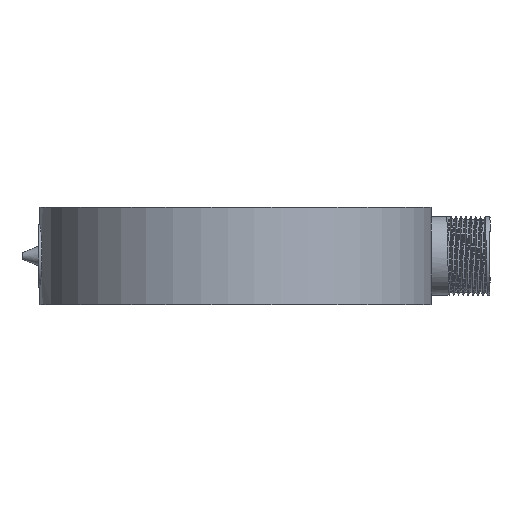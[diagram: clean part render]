
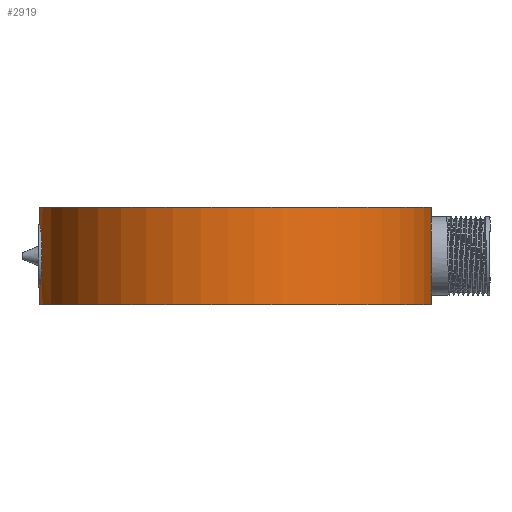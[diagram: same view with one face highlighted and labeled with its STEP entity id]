
A CAD part, front view. The second image highlights one B-rep face of the part: STEP entity #2919.
In plain terms, the highlighted free-form (B-spline) face has degree [2, 1] with [5, 2] control points.
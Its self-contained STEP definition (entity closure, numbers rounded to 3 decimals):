
#399 = VERTEX_POINT('',#400);
#400 = CARTESIAN_POINT('',(-61.215,0.,25.101));
#431 = VERTEX_POINT('',#432);
#432 = CARTESIAN_POINT('',(-61.215,0.,
    5.506));
#539 = VERTEX_POINT('',#540);
#540 = CARTESIAN_POINT('',(61.215,0.,
    30.607));
#541 = VERTEX_POINT('',#542);
#542 = CARTESIAN_POINT('',(-61.215,0.,30.607));
#550 = EDGE_CURVE('',#539,#551,#553,.T.);
#551 = VERTEX_POINT('',#552);
#552 = CARTESIAN_POINT('',(61.215,0.,0.));
#553 = B_SPLINE_CURVE_WITH_KNOTS('',1,(#554,#555),.UNSPECIFIED.,.F.,.F.,
  (2,2),(-0.,25.),.PIECEWISE_BEZIER_KNOTS.);
#554 = CARTESIAN_POINT('',(61.215,0.,
    30.607));
#555 = CARTESIAN_POINT('',(61.215,0.,0.));
#558 = VERTEX_POINT('',#559);
#559 = CARTESIAN_POINT('',(-61.215,0.,0.));
#567 = EDGE_CURVE('',#431,#558,#568,.T.);
#568 = B_SPLINE_CURVE_WITH_KNOTS('',1,(#569,#570),.UNSPECIFIED.,.F.,.F.,
  (2,2),(20.502,25.),.PIECEWISE_BEZIER_KNOTS.);
#569 = CARTESIAN_POINT('',(-61.215,0.,5.506));
#570 = CARTESIAN_POINT('',(-61.215,0.,0.));
#579 = EDGE_CURVE('',#541,#399,#580,.T.);
#580 = B_SPLINE_CURVE_WITH_KNOTS('',1,(#581,#582),.UNSPECIFIED.,.F.,.F.,
  (2,2),(-0.,4.498),.PIECEWISE_BEZIER_KNOTS.);
#581 = CARTESIAN_POINT('',(-61.215,0.,30.607));
#582 = CARTESIAN_POINT('',(-61.215,0.,25.101));
#2919 = ADVANCED_FACE('',(#2920),#2976,.T.);
#2920 = FACE_BOUND('',#2921,.T.);
#2921 = EDGE_LOOP('',(#2922,#2923,#2931,#2932,#2947,#2954,#2967,#2968));
#2922 = ORIENTED_EDGE('',*,*,#550,.F.);
#2923 = ORIENTED_EDGE('',*,*,#2924,.F.);
#2924 = EDGE_CURVE('',#541,#539,#2925,.T.);
#2925 = ( BOUNDED_CURVE() B_SPLINE_CURVE(2,(#2926,#2927,#2928,#2929,
#2930),.UNSPECIFIED.,.F.,.F.) B_SPLINE_CURVE_WITH_KNOTS((3,2,3),(
    3.142,4.712,6.283),
.PIECEWISE_BEZIER_KNOTS.) CURVE() GEOMETRIC_REPRESENTATION_ITEM() 
RATIONAL_B_SPLINE_CURVE((1.,0.707,1.,0.707,1.)) 
REPRESENTATION_ITEM('') );
#2926 = CARTESIAN_POINT('',(-61.215,0.,
    30.607));
#2927 = CARTESIAN_POINT('',(-61.215,-61.215,
    30.607));
#2928 = CARTESIAN_POINT('',(0.,-61.215,
    30.607));
#2929 = CARTESIAN_POINT('',(61.215,-61.215,
    30.607));
#2930 = CARTESIAN_POINT('',(61.215,0.,
    30.607));
#2931 = ORIENTED_EDGE('',*,*,#579,.T.);
#2932 = ORIENTED_EDGE('',*,*,#2933,.T.);
#2933 = EDGE_CURVE('',#399,#2934,#2936,.T.);
#2934 = VERTEX_POINT('',#2935);
#2935 = CARTESIAN_POINT('',(-60.733,-7.662,
    21.41));
#2936 = B_SPLINE_CURVE_WITH_KNOTS('',3,(#2937,#2938,#2939,#2940,#2941,
    #2942,#2943,#2944,#2945,#2946),.UNSPECIFIED.,.F.,.F.,(4,2,2,2,4),(0.
    ,0.002,0.004,0.005,
    0.007),.UNSPECIFIED.);
#2937 = CARTESIAN_POINT('',(-61.215,0.,25.101));
#2938 = CARTESIAN_POINT('',(-61.215,-0.742,
    25.101));
#2939 = CARTESIAN_POINT('',(-61.201,-1.469,
    25.018));
#2940 = CARTESIAN_POINT('',(-61.15,-2.896,
    24.692));
#2941 = CARTESIAN_POINT('',(-61.112,-3.601,
    24.444));
#2942 = CARTESIAN_POINT('',(-61.021,-4.918,
    23.809));
#2943 = CARTESIAN_POINT('',(-60.967,-5.537,
    23.42));
#2944 = CARTESIAN_POINT('',(-60.851,-6.692,
    22.498));
#2945 = CARTESIAN_POINT('',(-60.791,-7.207,
    21.981));
#2946 = CARTESIAN_POINT('',(-60.733,-7.662,
    21.41));
#2947 = ORIENTED_EDGE('',*,*,#2948,.T.);
#2948 = EDGE_CURVE('',#2934,#2949,#2951,.T.);
#2949 = VERTEX_POINT('',#2950);
#2950 = CARTESIAN_POINT('',(-60.733,-7.662,
    9.198));
#2951 = B_SPLINE_CURVE_WITH_KNOTS('',1,(#2952,#2953),.UNSPECIFIED.,.F.,
  .F.,(2,2),(7.513,17.487),.PIECEWISE_BEZIER_KNOTS.);
#2952 = CARTESIAN_POINT('',(-60.733,-7.662,
    21.41));
#2953 = CARTESIAN_POINT('',(-60.733,-7.662,
    9.198));
#2954 = ORIENTED_EDGE('',*,*,#2955,.T.);
#2955 = EDGE_CURVE('',#2949,#431,#2956,.T.);
#2956 = B_SPLINE_CURVE_WITH_KNOTS('',3,(#2957,#2958,#2959,#2960,#2961,
    #2962,#2963,#2964,#2965,#2966),.UNSPECIFIED.,.F.,.F.,(4,2,2,2,4),(
    0.018,0.02,0.021,
    0.023,0.025),.UNSPECIFIED.);
#2957 = CARTESIAN_POINT('',(-60.733,-7.662,
    9.198));
#2958 = CARTESIAN_POINT('',(-60.791,-7.207,
    8.627));
#2959 = CARTESIAN_POINT('',(-60.852,-6.68,
    8.1));
#2960 = CARTESIAN_POINT('',(-60.966,-5.54,
    7.19));
#2961 = CARTESIAN_POINT('',(-61.02,-4.921,
    6.8));
#2962 = CARTESIAN_POINT('',(-61.113,-3.59,
    6.158));
#2963 = CARTESIAN_POINT('',(-61.15,-2.901,
    5.917));
#2964 = CARTESIAN_POINT('',(-61.201,-1.475,
    5.59));
#2965 = CARTESIAN_POINT('',(-61.215,-0.732,
    5.506));
#2966 = CARTESIAN_POINT('',(-61.215,0.,
    5.506));
#2967 = ORIENTED_EDGE('',*,*,#567,.T.);
#2968 = ORIENTED_EDGE('',*,*,#2969,.T.);
#2969 = EDGE_CURVE('',#558,#551,#2970,.T.);
#2970 = ( BOUNDED_CURVE() B_SPLINE_CURVE(2,(#2971,#2972,#2973,#2974,
#2975),.UNSPECIFIED.,.F.,.F.) B_SPLINE_CURVE_WITH_KNOTS((3,2,3),(
    3.142,4.712,6.283),
.PIECEWISE_BEZIER_KNOTS.) CURVE() GEOMETRIC_REPRESENTATION_ITEM() 
RATIONAL_B_SPLINE_CURVE((1.,0.707,1.,0.707,1.)) 
REPRESENTATION_ITEM('') );
#2971 = CARTESIAN_POINT('',(-61.215,0.,0.));
#2972 = CARTESIAN_POINT('',(-61.215,-61.215,0.));
#2973 = CARTESIAN_POINT('',(0.,-61.215,0.));
#2974 = CARTESIAN_POINT('',(61.215,-61.215,0.));
#2975 = CARTESIAN_POINT('',(61.215,0.,0.));
#2976 = ( BOUNDED_SURFACE() B_SPLINE_SURFACE(2,1,(
    (#2977,#2978)
    ,(#2979,#2980)
    ,(#2981,#2982)
    ,(#2983,#2984)
    ,(#2985,#2986
)),.UNSPECIFIED.,.F.,.F.,.F.) B_SPLINE_SURFACE_WITH_KNOTS((3,2,3),(2,2),
  (3.142,4.712,6.283),(0.,25.),
.PIECEWISE_BEZIER_KNOTS.) GEOMETRIC_REPRESENTATION_ITEM() 
RATIONAL_B_SPLINE_SURFACE((
    (1.,1.)
    ,(0.707,0.707)
    ,(1.,1.)
    ,(0.707,0.707)
,(1.,1.))) REPRESENTATION_ITEM('') SURFACE() );
#2977 = CARTESIAN_POINT('',(61.215,0.,
    30.607));
#2978 = CARTESIAN_POINT('',(61.215,0.,0.));
#2979 = CARTESIAN_POINT('',(61.215,-61.215,
    30.607));
#2980 = CARTESIAN_POINT('',(61.215,-61.215,0.));
#2981 = CARTESIAN_POINT('',(0.,-61.215,
    30.607));
#2982 = CARTESIAN_POINT('',(0.,-61.215,0.));
#2983 = CARTESIAN_POINT('',(-61.215,-61.215,
    30.607));
#2984 = CARTESIAN_POINT('',(-61.215,-61.215,0.));
#2985 = CARTESIAN_POINT('',(-61.215,0.,
    30.607));
#2986 = CARTESIAN_POINT('',(-61.215,0.,0.));
